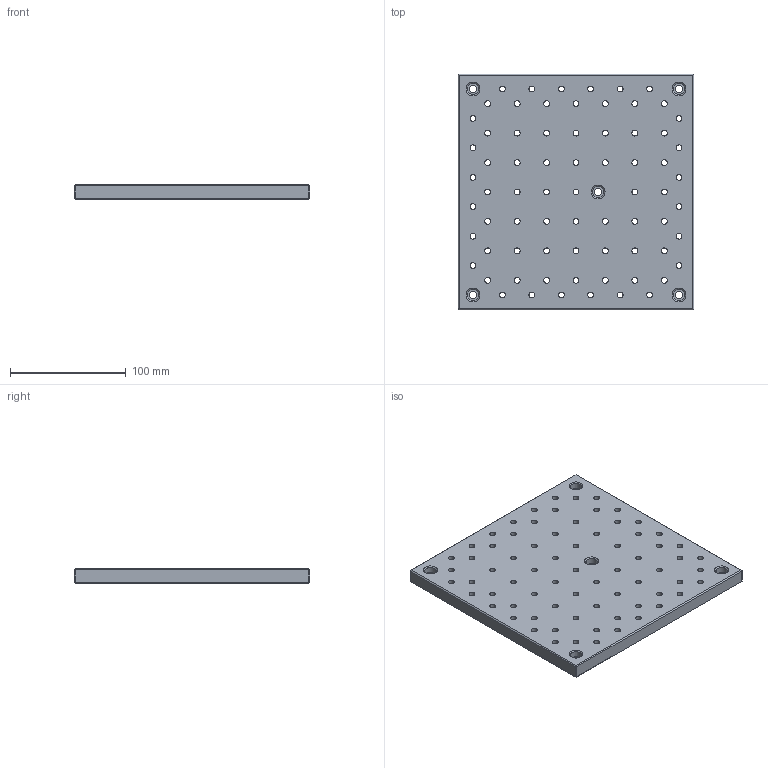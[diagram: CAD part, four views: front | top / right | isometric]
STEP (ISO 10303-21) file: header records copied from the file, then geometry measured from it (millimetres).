
FILE_DESCRIPTION(/* description */ (''),/* implementation_level */ '2;1');
FILE_NAME(/* name */ 'bed_model.step',/* time_stamp */ '2021-01-07T23:07:06-08:00',/* author */ (''),/* organization */ (''),/* preprocessor_version */ 'ST-DEVELOPER v18.1',/* originating_system */ 'Autodesk Translation Framework v9.7.0.1280',/* authorisation */ '');
FILE_SCHEMA (('AUTOMOTIVE_DESIGN { 1 0 10303 214 3 1 1 }'));
Length unit declared in the file: millimetre
Products named in the file (1): Carbide Threaded Bed
Bounding box: 203.2 x 203.2 x 12.7 mm (x, y, z)
Volume: 501672.5 mm3; surface area: 104698.6 mm2
Topology: 1 solids, 1 shells, 123 faces, 322 edges, 198 vertices
Faces by surface type: cylinder 86, plane 19, cone 18
Full cylindrical faces by diameter (mm): 5.035 x72, 6.5 x5, 10 x5
Entity records: 4119 total; most frequent: DIRECTION 744, CARTESIAN_POINT 636, ORIENTED_EDGE 628, EDGE_CURVE 314, AXIS2_PLACEMENT_3D 306, EDGE_LOOP 282, VERTEX_POINT 198, CIRCLE 182
